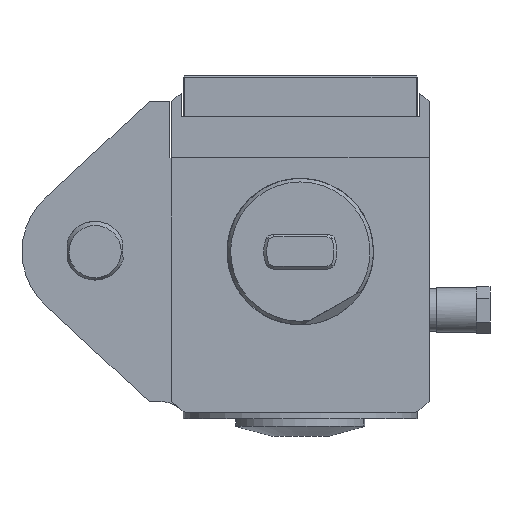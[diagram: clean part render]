
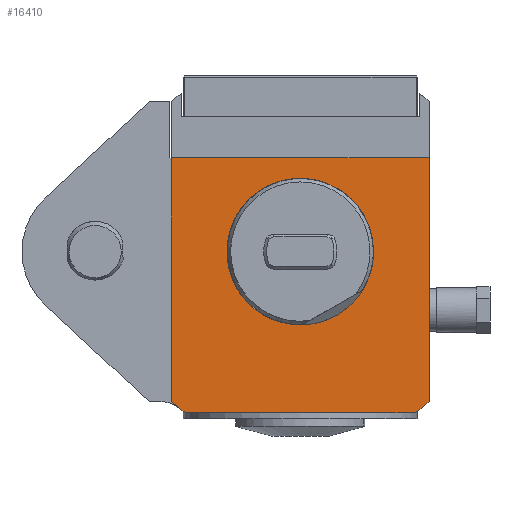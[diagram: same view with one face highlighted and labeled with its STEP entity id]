
A CAD part, front view. The second image highlights one B-rep face of the part: STEP entity #16410.
In plain terms, the highlighted planar face has unit normal (0, -1, 0).
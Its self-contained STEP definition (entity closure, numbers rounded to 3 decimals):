
#268 = ORIENTED_EDGE ( 'NONE', *, *, #10389, .F. ) ;
#406 = EDGE_CURVE ( 'NONE', #18409, #14297, #6344, .T. ) ;
#472 = LINE ( 'NONE', #14673, #16576 ) ;
#981 = EDGE_CURVE ( 'NONE', #12690, #12690, #14291, .T. ) ;
#1263 = AXIS2_PLACEMENT_3D ( 'NONE', #2900, #23595, #14369 ) ;
#2900 = CARTESIAN_POINT ( 'NONE',  ( 0., -5., 0. ) ) ;
#2912 = CARTESIAN_POINT ( 'NONE',  ( -27.15, -5., 0. ) ) ;
#3051 = CARTESIAN_POINT ( 'NONE',  ( 0., -5., 0. ) ) ;
#4007 = CARTESIAN_POINT ( 'NONE',  ( -39.131, -5., -55. ) ) ;
#4404 = LINE ( 'NONE', #16007, #15297 ) ;
#5077 = DIRECTION ( 'NONE',  ( 0., -1., 0. ) ) ;
#5353 = ORIENTED_EDGE ( 'NONE', *, *, #14183, .T. ) ;
#5377 = ORIENTED_EDGE ( 'NONE', *, *, #14759, .T. ) ;
#5772 = DIRECTION ( 'NONE',  ( 1., 0., 0. ) ) ;
#6344 = LINE ( 'NONE', #13272, #21978 ) ;
#7613 = DIRECTION ( 'NONE',  ( 0., 1., 0. ) ) ;
#7757 = FACE_OUTER_BOUND ( 'NONE', #13663, .T. ) ;
#8191 = CARTESIAN_POINT ( 'NONE',  ( -24.656, -5., 0. ) ) ;
#8567 = VERTEX_POINT ( 'NONE', #4007 ) ;
#9028 = AXIS2_PLACEMENT_3D ( 'NONE', #3051, #11975, #9430 ) ;
#9257 = ORIENTED_EDGE ( 'NONE', *, *, #406, .F. ) ;
#9430 = DIRECTION ( 'NONE',  ( 1., 0., 0. ) ) ;
#9480 = LINE ( 'NONE', #18508, #14494 ) ;
#10042 = CARTESIAN_POINT ( 'NONE',  ( 44., -5., 32. ) ) ;
#10173 = DIRECTION ( 'NONE',  ( 0., 0., -1. ) ) ;
#10389 = EDGE_CURVE ( 'NONE', #24663, #8567, #4404, .T. ) ;
#10550 = CARTESIAN_POINT ( 'NONE',  ( -44., -5., 32. ) ) ;
#11095 = EDGE_LOOP ( 'NONE', ( #21830 ) ) ;
#11709 = ORIENTED_EDGE ( 'NONE', *, *, #16534, .T. ) ;
#11832 = VERTEX_POINT ( 'NONE', #10550 ) ;
#11975 = DIRECTION ( 'NONE',  ( 0., -1., 0. ) ) ;
#12690 = VERTEX_POINT ( 'NONE', #8191 ) ;
#12701 = FACE_BOUND ( 'NONE', #11095, .T. ) ;
#13166 = CARTESIAN_POINT ( 'NONE',  ( -44., -5., -51.188 ) ) ;
#13272 = CARTESIAN_POINT ( 'NONE',  ( 44., -5., 0. ) ) ;
#13663 = EDGE_LOOP ( 'NONE', ( #9257, #5353, #11709, #20077, #268, #5377 ) ) ;
#14183 = EDGE_CURVE ( 'NONE', #18409, #11832, #9480, .T. ) ;
#14291 = CIRCLE ( 'NONE', #1263, 24.656 ) ;
#14297 = VERTEX_POINT ( 'NONE', #15590 ) ;
#14369 = DIRECTION ( 'NONE',  ( -1., 0., 0. ) ) ;
#14494 = VECTOR ( 'NONE', #18362, 1000. ) ;
#14621 = AXIS2_PLACEMENT_3D ( 'NONE', #18512, #5077, #18963 ) ;
#14673 = CARTESIAN_POINT ( 'NONE',  ( -44., -5., 0. ) ) ;
#14759 = EDGE_CURVE ( 'NONE', #24663, #14297, #29712, .T. ) ;
#15297 = VECTOR ( 'NONE', #20554, 1000. ) ;
#15522 = DIRECTION ( 'NONE',  ( 0., 0., -1. ) ) ;
#15590 = CARTESIAN_POINT ( 'NONE',  ( 44., -5., -51.188 ) ) ;
#16007 = CARTESIAN_POINT ( 'NONE',  ( 0., -5., -55. ) ) ;
#16061 = EDGE_CURVE ( 'NONE', #23603, #8567, #27641, .T. ) ;
#16410 = ADVANCED_FACE ( 'Defeature completata1_21', ( #7757, #12701 ), #19210, .F. ) ;
#16534 = EDGE_CURVE ( 'NONE', #11832, #23603, #472, .T. ) ;
#16576 = VECTOR ( 'NONE', #10173, 1000. ) ;
#18362 = DIRECTION ( 'NONE',  ( -1., 0., 0. ) ) ;
#18409 = VERTEX_POINT ( 'NONE', #10042 ) ;
#18508 = CARTESIAN_POINT ( 'NONE',  ( -27.15, -5., 32. ) ) ;
#18512 = CARTESIAN_POINT ( 'NONE',  ( 0., -5., 0. ) ) ;
#18963 = DIRECTION ( 'NONE',  ( 1., 0., 0. ) ) ;
#19210 = PLANE ( 'NONE',  #26201 ) ;
#20077 = ORIENTED_EDGE ( 'NONE', *, *, #16061, .T. ) ;
#20554 = DIRECTION ( 'NONE',  ( -1., 0., 0. ) ) ;
#21830 = ORIENTED_EDGE ( 'NONE', *, *, #981, .F. ) ;
#21978 = VECTOR ( 'NONE', #15522, 1000. ) ;
#23595 = DIRECTION ( 'NONE',  ( 0., -1., 0. ) ) ;
#23603 = VERTEX_POINT ( 'NONE', #13166 ) ;
#24663 = VERTEX_POINT ( 'NONE', #26307 ) ;
#26201 = AXIS2_PLACEMENT_3D ( 'NONE', #2912, #7613, #5772 ) ;
#26307 = CARTESIAN_POINT ( 'NONE',  ( 39.131, -5., -55. ) ) ;
#27641 = CIRCLE ( 'NONE', #14621, 67.5 ) ;
#29712 = CIRCLE ( 'NONE', #9028, 67.5 ) ;
